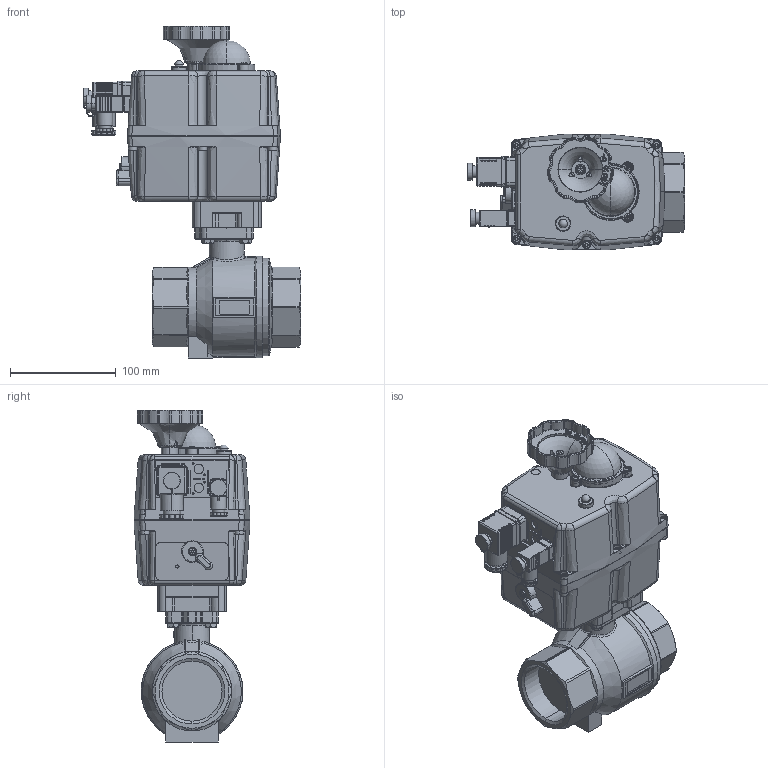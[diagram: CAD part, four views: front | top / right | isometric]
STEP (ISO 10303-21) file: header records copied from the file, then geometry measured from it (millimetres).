
FILE_DESCRIPTION(('HOOPS Exchange Step'),'2;1');
FILE_NAME('EK02_DN50_DVGW.stp','2025-05-14T13:34:50+02:00',('nieru'),('Unknown organisation'),'HOOPS Exchange 2024.2','HOOPS Exchange','Unknown authorisation');
FILE_SCHEMA( ('AP203_CONFIGURATION_CONTROLLED_3D_DESIGN_OF_MECHANICAL_PARTS_AND_ASSEMBLIES_MIM_LF') );
Length unit declared in the file: millimetre
Products named in the file (5): 0; root
Assembly tree (4 placements, depth 4):
  root
    0
      0
        0
        0
Bounding box: 205.33 x 108.75 x 313.45 mm (x, y, z)
Volume: 2434516.4 mm3; surface area: 300688.4 mm2
Topology: 47 solids, 47 shells, 3661 faces, 9189 edges, 5652 vertices
Faces by surface type: cylinder 1216, plane 871, bspline 716, torus 628, cone 185, sphere 45
Full cylindrical faces by diameter (mm): 2.204 x3, 7.825 x1, 11 x1, 11.516 x1, 14 x1, 14.894 x1, 16.5 x1, 30 x1, 36.194 x1, 39.9 x1, 45 x1
Entity records: 185914 total; most frequent: CARTESIAN_POINT 108515, ORIENTED_EDGE 18226, DIRECTION 12887, EDGE_CURVE 9113, VERTEX_POINT 5652, AXIS2_PLACEMENT_3D 5278, B_SPLINE_CURVE_WITH_KNOTS 3893, EDGE_LOOP 3875
